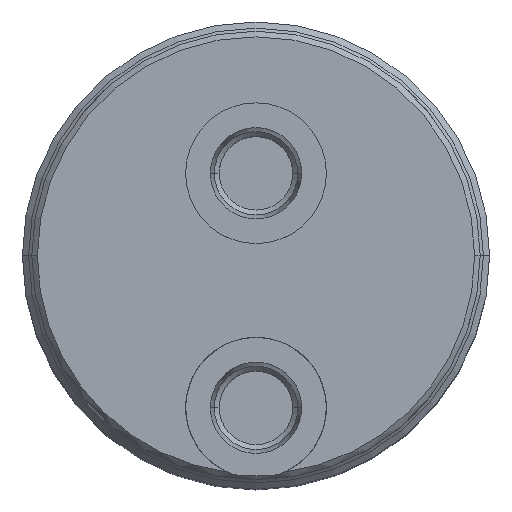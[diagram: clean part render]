
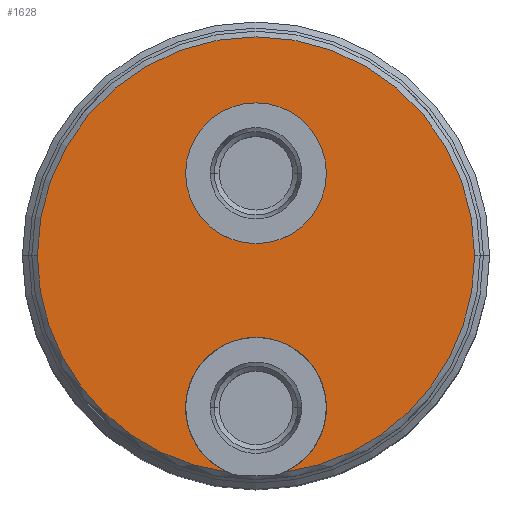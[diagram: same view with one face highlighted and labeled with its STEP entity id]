
A CAD part, top view. The second image highlights one B-rep face of the part: STEP entity #1628.
In plain terms, the highlighted planar face has unit normal (0, 0, 1).
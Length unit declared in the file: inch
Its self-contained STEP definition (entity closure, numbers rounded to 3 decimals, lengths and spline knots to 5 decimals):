
#370=CARTESIAN_POINT('',(0.,0.438,3.12));
#371=DIRECTION('',(0.,0.,-1.));
#372=DIRECTION('',(-1.,0.,0.));
#373=AXIS2_PLACEMENT_3D('',#370,#371,#372);
#378=CARTESIAN_POINT('',(0.,0.438,3.12));
#379=DIRECTION('',(0.,0.,-1.));
#380=DIRECTION('',(1.,0.,0.));
#381=AXIS2_PLACEMENT_3D('',#378,#379,#380);
#386=CARTESIAN_POINT('',(0.,0.,3.12));
#387=DIRECTION('',(0.,0.,1.));
#388=DIRECTION('',(-1.,0.,0.));
#389=AXIS2_PLACEMENT_3D('',#386,#387,#388);
#394=CARTESIAN_POINT('',(0.,0.,3.12));
#395=DIRECTION('',(0.,0.,1.));
#396=DIRECTION('',(1.,0.,0.));
#397=AXIS2_PLACEMENT_3D('',#394,#395,#396);
#402=CARTESIAN_POINT('',(0.,0.,3.12));
#403=DIRECTION('',(0.,0.,1.));
#404=DIRECTION('',(0.13,-0.992,0.));
#405=AXIS2_PLACEMENT_3D('',#402,#403,#404);
#582=CARTESIAN_POINT('',(0.,-0.812,3.12));
#583=DIRECTION('',(0.,0.,-1.));
#584=DIRECTION('',(-0.403,-0.915,0.));
#585=AXIS2_PLACEMENT_3D('',#582,#583,#584);
#1318=CARTESIAN_POINT('',(-0.375,0.438,3.12));
#1319=CARTESIAN_POINT('',(0.375,0.438,3.12));
#1320=VERTEX_POINT('',#1318);
#1321=VERTEX_POINT('',#1319);
#1338=CARTESIAN_POINT('',(-1.165,0.,3.12));
#1339=CARTESIAN_POINT('',(-0.15127,-1.15514,3.12));
#1340=VERTEX_POINT('',#1338);
#1341=VERTEX_POINT('',#1339);
#1342=CARTESIAN_POINT('',(0.15127,-1.15514,3.12));
#1343=CARTESIAN_POINT('',(1.165,0.,3.12));
#1344=VERTEX_POINT('',#1342);
#1345=VERTEX_POINT('',#1343);
#1608=CARTESIAN_POINT('',(0.,0.,3.12));
#1609=DIRECTION('',(0.,0.,1.));
#1610=DIRECTION('',(1.,0.,0.));
#1611=AXIS2_PLACEMENT_3D('',#1608,#1609,#1610);
#1612=PLANE('',#1611);
#1614=ORIENTED_EDGE('',*,*,#1613,.F.);
#1615=ORIENTED_EDGE('',*,*,#1598,.F.);
#1617=ORIENTED_EDGE('',*,*,#1616,.F.);
#1619=ORIENTED_EDGE('',*,*,#1618,.F.);
#1620=EDGE_LOOP('',(#1614,#1615,#1617,#1619));
#1621=FACE_OUTER_BOUND('',#1620,.F.);
#1623=ORIENTED_EDGE('',*,*,#1622,.F.);
#1625=ORIENTED_EDGE('',*,*,#1624,.F.);
#1626=EDGE_LOOP('',(#1623,#1625));
#1627=FACE_BOUND('',#1626,.F.);
#1628=ADVANCED_FACE('',(#1621,#1627),#1612,.T.);
#374=CIRCLE('',#373,0.375);
#382=CIRCLE('',#381,0.375);
#390=CIRCLE('',#389,1.165);
#398=CIRCLE('',#397,1.165);
#406=CIRCLE('',#405,1.165);
#586=CIRCLE('',#585,0.375);
#1598=EDGE_CURVE('',#1345,#1340,#398,.T.);
#1613=EDGE_CURVE('',#1340,#1341,#390,.T.);
#1616=EDGE_CURVE('',#1344,#1345,#406,.T.);
#1618=EDGE_CURVE('',#1341,#1344,#586,.T.);
#1622=EDGE_CURVE('',#1320,#1321,#374,.T.);
#1624=EDGE_CURVE('',#1321,#1320,#382,.T.);
